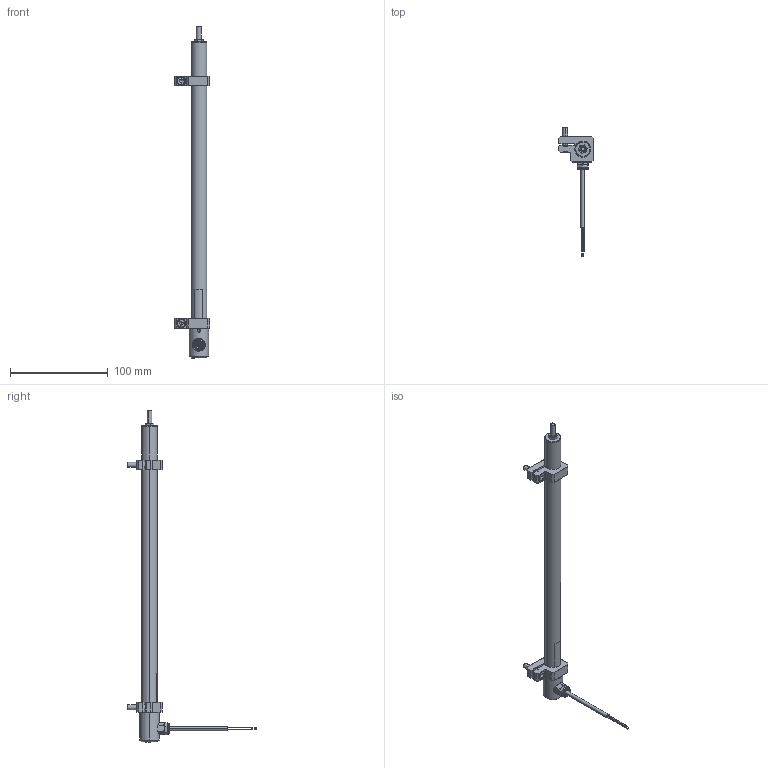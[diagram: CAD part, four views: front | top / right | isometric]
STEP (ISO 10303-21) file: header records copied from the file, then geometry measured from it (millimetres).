
FILE_DESCRIPTION (( 'STEP AP214' ), '1' );
FILE_NAME ('TX2_0250_Kabel_ein_Montageblock.STEP', '2011-01-27T12:54:44', ( 'novotechnik' ), ( 'novotechnik' ), 'SwSTEP 2.0', 'SolidWorks 2010', '' );
FILE_SCHEMA (( 'AUTOMOTIVE_DESIGN' ));
Length unit declared in the file: millimetre
Products named in the file (1): TX2_0250_Kabel_ein_Montageblock
Bounding box: 36 x 132.1 x 339.9 mm (x, y, z)
Surface area: 26971.6 mm2 (no closed solid volume)
Topology: 0 solids, 19 shells, 278 faces, 789 edges, 501 vertices
Faces by surface type: plane 115, cylinder 97, cone 44, torus 22
Entity records: 12044 total; most frequent: CARTESIAN_POINT 2100, DIRECTION 1464, ORIENTED_EDGE 1275, EDGE_CURVE 785, AXIS2_PLACEMENT_3D 517, VERTEX_POINT 501, LINE 430, VECTOR 430
